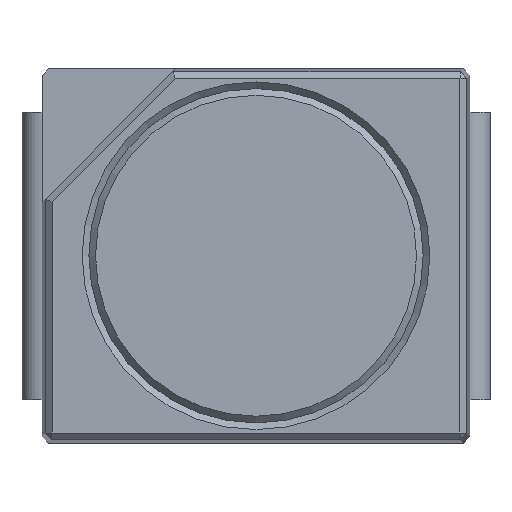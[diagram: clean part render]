
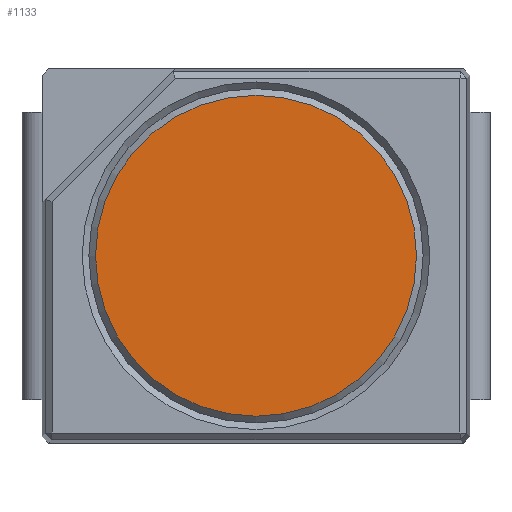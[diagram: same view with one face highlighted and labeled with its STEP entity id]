
A CAD part, top view. The second image highlights one B-rep face of the part: STEP entity #1133.
In plain terms, the highlighted planar face has unit normal (0, 0, 1).
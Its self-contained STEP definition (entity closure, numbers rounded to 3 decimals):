
#1104 = VERTEX_POINT('',#1105);
#1105 = CARTESIAN_POINT('',(1.2,0.,1.4));
#1113 = EDGE_CURVE('',#1104,#1104,#1114,.T.);
#1114 = CIRCLE('',#1115,1.2);
#1115 = AXIS2_PLACEMENT_3D('',#1116,#1117,#1118);
#1116 = CARTESIAN_POINT('',(0.,0.,1.4));
#1117 = DIRECTION('',(0.,0.,1.));
#1118 = DIRECTION('',(1.,0.,0.));
#1133 = ADVANCED_FACE('',(#1134),#1137,.T.);
#1134 = FACE_BOUND('',#1135,.T.);
#1135 = EDGE_LOOP('',(#1136));
#1136 = ORIENTED_EDGE('',*,*,#1113,.T.);
#1137 = PLANE('',#1138);
#1138 = AXIS2_PLACEMENT_3D('',#1139,#1140,#1141);
#1139 = CARTESIAN_POINT('',(0.,0.,1.4));
#1140 = DIRECTION('',(0.,0.,1.));
#1141 = DIRECTION('',(0.,1.,0.));
